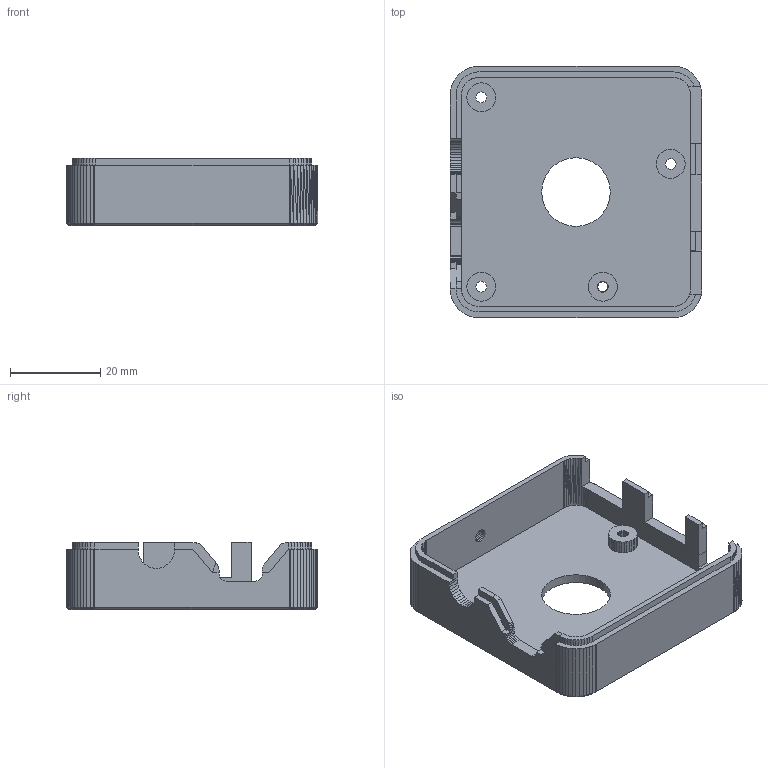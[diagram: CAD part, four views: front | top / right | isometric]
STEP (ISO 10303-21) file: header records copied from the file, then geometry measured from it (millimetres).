
FILE_DESCRIPTION(/* description */ (''),/* implementation_level */ '2;1');
FILE_NAME(/* name */ 'PocketPD_BOT_ScrewTerminal.step',/* time_stamp */ '2025-10-28T21:11:06-07:00',/* author */ (''),/* organization */ (''),/* preprocessor_version */ 'ST-DEVELOPER v20.1',/* originating_system */ 'Autodesk Translation Framework v14.17.0.0',/* authorisation */ '');
FILE_SCHEMA (('AUTOMOTIVE_DESIGN { 1 0 10303 214 3 1 1 }'));
Length unit declared in the file: millimetre
Products named in the file (1): 2025-10-28-21-08-43-314
Bounding box: 55.8 x 55.8 x 14.88 mm (x, y, z)
Volume: 11361 mm3; surface area: 11119 mm2
Topology: 1 solids, 1 shells, 949 faces, 2198 edges, 1256 vertices
Faces by surface type: plane 940, cylinder 7, cone 1, bspline 1
Full cylindrical faces by diameter (mm): 2.2 x1, 2.4 x1, 4 x1, 6.4 x1, 15.2 x1
Entity records: 25618 total; most frequent: CARTESIAN_POINT 4479, ORIENTED_EDGE 4396, DIRECTION 4105, EDGE_CURVE 2198, LINE 2161, VECTOR 2161, VERTEX_POINT 1256, AXIS2_PLACEMENT_3D 972
